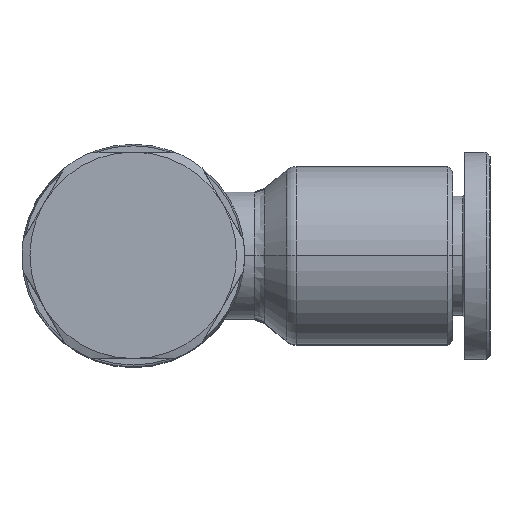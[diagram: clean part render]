
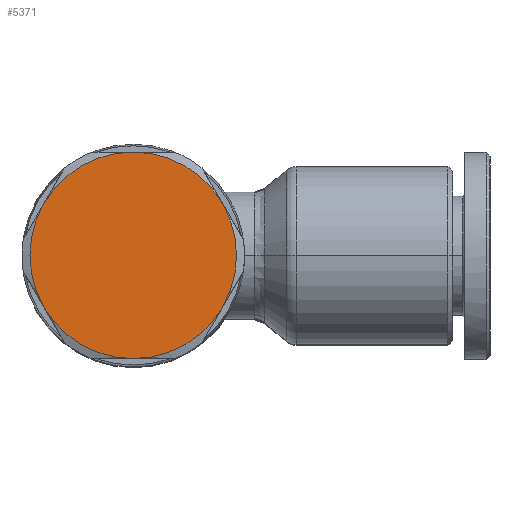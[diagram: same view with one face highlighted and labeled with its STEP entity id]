
A CAD part, top view. The second image highlights one B-rep face of the part: STEP entity #5371.
In plain terms, the highlighted planar face has unit normal (0, 0, 1).
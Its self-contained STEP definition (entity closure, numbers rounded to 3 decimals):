
#4789=CARTESIAN_POINT('',(-0.5,6.5,9.75));
#4790=VERTEX_POINT('',#4789);
#4813=CARTESIAN_POINT('',(-6.129,3.25,9.75));
#4814=VERTEX_POINT('',#4813);
#4828=CARTESIAN_POINT('',(-0.5,0.,9.75));
#4829=DIRECTION('',(0.0,0.0,1.0));
#4830=DIRECTION('',(0.0,-1.0,0.0));
#4831=AXIS2_PLACEMENT_3D('',#4828,#4829,#4830);
#4832=CIRCLE('',#4831,6.5);
#4833=EDGE_CURVE('',#4790,#4814,#4832,.T.);
#4843=CARTESIAN_POINT('',(-6.129,-3.25,9.75));
#4844=VERTEX_POINT('',#4843);
#4860=CARTESIAN_POINT('',(-0.5,0.,9.75));
#4861=DIRECTION('',(0.0,0.0,1.0));
#4862=DIRECTION('',(0.0,-1.0,0.0));
#4863=AXIS2_PLACEMENT_3D('',#4860,#4861,#4862);
#4864=CIRCLE('',#4863,6.5);
#4865=EDGE_CURVE('',#4814,#4844,#4864,.T.);
#4899=CARTESIAN_POINT('',(5.129,3.25,9.75));
#4900=VERTEX_POINT('',#4899);
#4936=CARTESIAN_POINT('',(-0.5,0.,9.75));
#4937=DIRECTION('',(0.0,0.0,1.0));
#4938=DIRECTION('',(0.0,-1.0,0.0));
#4939=AXIS2_PLACEMENT_3D('',#4936,#4937,#4938);
#4940=CIRCLE('',#4939,6.5);
#4941=EDGE_CURVE('',#4900,#4790,#4940,.T.);
#4953=CARTESIAN_POINT('',(5.129,-3.25,9.75));
#4954=VERTEX_POINT('',#4953);
#4990=CARTESIAN_POINT('',(-0.5,0.,9.75));
#4991=DIRECTION('',(0.0,0.0,1.0));
#4992=DIRECTION('',(0.0,-1.0,0.0));
#4993=AXIS2_PLACEMENT_3D('',#4990,#4991,#4992);
#4994=CIRCLE('',#4993,6.5);
#4995=EDGE_CURVE('',#4954,#4900,#4994,.T.);
#5005=CARTESIAN_POINT('',(-0.5,-6.5,9.75));
#5006=VERTEX_POINT('',#5005);
#5022=CARTESIAN_POINT('',(-0.5,0.,9.75));
#5023=DIRECTION('',(0.0,0.0,1.0));
#5024=DIRECTION('',(0.0,-1.0,0.0));
#5025=AXIS2_PLACEMENT_3D('',#5022,#5023,#5024);
#5026=CIRCLE('',#5025,6.5);
#5027=EDGE_CURVE('',#4844,#5006,#5026,.T.);
#5096=CARTESIAN_POINT('',(-0.5,0.,9.75));
#5097=DIRECTION('',(0.0,0.0,1.0));
#5098=DIRECTION('',(0.0,-1.0,0.0));
#5099=AXIS2_PLACEMENT_3D('',#5096,#5097,#5098);
#5100=CIRCLE('',#5099,6.5);
#5101=EDGE_CURVE('',#5006,#4954,#5100,.T.);
#5358=CARTESIAN_POINT('',(-0.5,0.,9.75));
#5359=DIRECTION('',(0.0,0.0,-1.0));
#5360=DIRECTION('',(0.0,1.0,0.0));
#5361=AXIS2_PLACEMENT_3D('',#5358,#5359,#5360);
#5362=PLANE('',#5361);
#5363=ORIENTED_EDGE('',*,*,#4865,.T.);
#5364=ORIENTED_EDGE('',*,*,#5027,.T.);
#5365=ORIENTED_EDGE('',*,*,#5101,.T.);
#5366=ORIENTED_EDGE('',*,*,#4995,.T.);
#5367=ORIENTED_EDGE('',*,*,#4941,.T.);
#5368=ORIENTED_EDGE('',*,*,#4833,.T.);
#5369=EDGE_LOOP('',(#5363,#5364,#5365,#5366,#5367,#5368));
#5370=FACE_OUTER_BOUND('',#5369,.T.);
#5371=ADVANCED_FACE('',(#5370),#5362,.F.);
